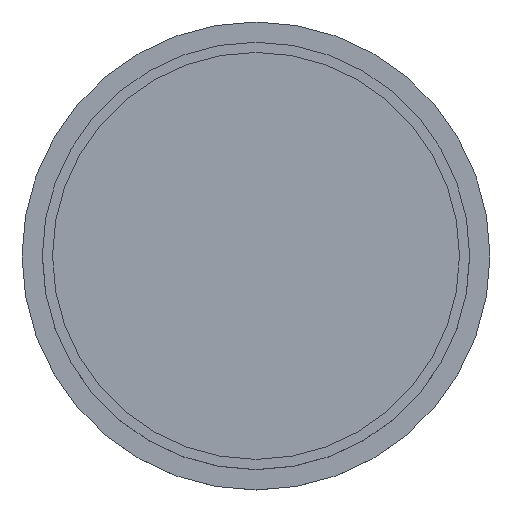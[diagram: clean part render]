
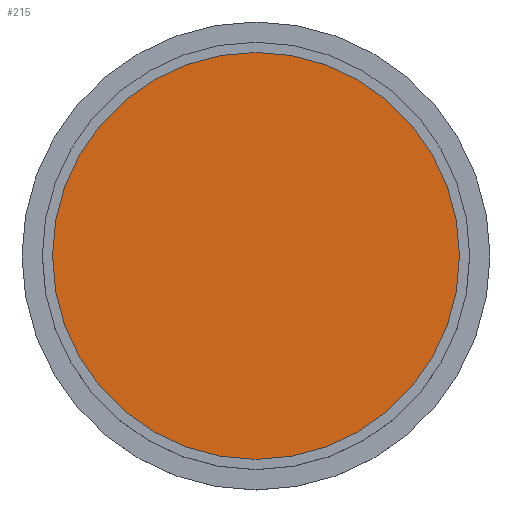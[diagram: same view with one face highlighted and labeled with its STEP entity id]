
A CAD part, top view. The second image highlights one B-rep face of the part: STEP entity #215.
In plain terms, the highlighted planar face has unit normal (0, 0, 1).
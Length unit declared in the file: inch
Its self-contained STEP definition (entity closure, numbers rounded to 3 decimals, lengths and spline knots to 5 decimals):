
#3 = FACE_OUTER_BOUND ( 'NONE', #233, .T. ) ;
#5 = CARTESIAN_POINT ( 'NONE',  ( 0., 0., 0.24803 ) ) ;
#9 = VERTEX_POINT ( 'NONE', #208 ) ;
#21 = CIRCLE ( 'NONE', #211, 0.7874 ) ;
#48 = CARTESIAN_POINT ( 'NONE',  ( 0., 0., 0.24803 ) ) ;
#53 = DIRECTION ( 'NONE',  ( 0., 0., 1. ) ) ;
#76 = DIRECTION ( 'NONE',  ( -1., 0., 0. ) ) ;
#101 = EDGE_CURVE ( 'NONE', #9, #290, #21, .T. ) ;
#124 = DIRECTION ( 'NONE',  ( -1., 0., 0. ) ) ;
#150 = PLANE ( 'NONE',  #228 ) ;
#164 = EDGE_CURVE ( 'NONE', #290, #9, #206, .T. ) ;
#168 = CARTESIAN_POINT ( 'NONE',  ( 0., 0., 0.24803 ) ) ;
#169 = ORIENTED_EDGE ( 'NONE', *, *, #164, .T. ) ;
#183 = AXIS2_PLACEMENT_3D ( 'NONE', #48, #210, #124 ) ;
#206 = CIRCLE ( 'NONE', #183, 0.7874 ) ;
#208 = CARTESIAN_POINT ( 'NONE',  ( -0.7874, 0., 0.24803 ) ) ;
#210 = DIRECTION ( 'NONE',  ( 0., 0., 1. ) ) ;
#211 = AXIS2_PLACEMENT_3D ( 'NONE', #5, #53, #76 ) ;
#215 = ADVANCED_FACE ( 'NONE', ( #3 ), #150, .F. ) ;
#228 = AXIS2_PLACEMENT_3D ( 'NONE', #168, #237, #288 ) ;
#233 = EDGE_LOOP ( 'NONE', ( #255, #169 ) ) ;
#237 = DIRECTION ( 'NONE',  ( 0., 0., -1. ) ) ;
#246 = CARTESIAN_POINT ( 'NONE',  ( 0.7874, 0., 0.24803 ) ) ;
#255 = ORIENTED_EDGE ( 'NONE', *, *, #101, .T. ) ;
#288 = DIRECTION ( 'NONE',  ( -1., 0., 0. ) ) ;
#290 = VERTEX_POINT ( 'NONE', #246 ) ;
